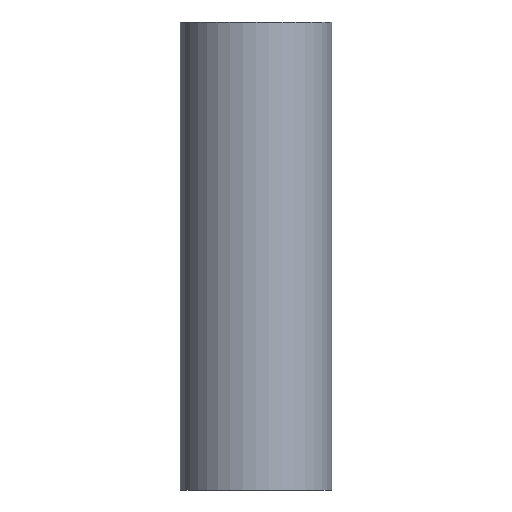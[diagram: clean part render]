
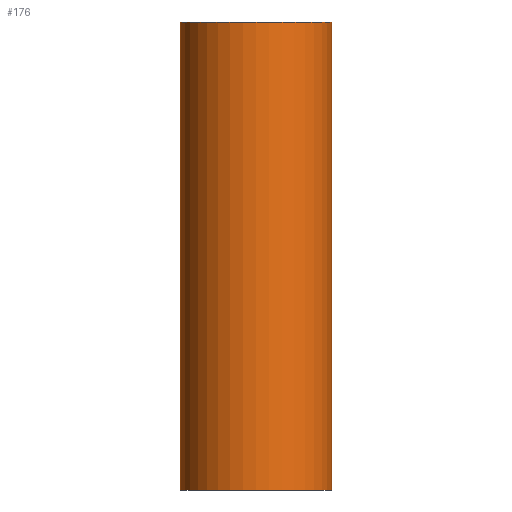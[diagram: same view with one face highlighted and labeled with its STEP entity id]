
A CAD part, front view. The second image highlights one B-rep face of the part: STEP entity #176.
In plain terms, the highlighted cylindrical face has radius 1.75 mm (diameter 3.5 mm), a partial arc.
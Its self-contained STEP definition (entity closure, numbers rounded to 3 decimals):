
#2 = CARTESIAN_POINT ( 'NONE',  ( -1.75, 0., -10.8 ) ) ;
#4 = CARTESIAN_POINT ( 'NONE',  ( 1.75, 0., -10.8 ) ) ;
#11 = EDGE_CURVE ( 'NONE', #220, #233, #207, .T. ) ;
#15 = DIRECTION ( 'NONE',  ( 0., 0., 1. ) ) ;
#16 = AXIS2_PLACEMENT_3D ( 'NONE', #50, #49, #56 ) ;
#22 = CARTESIAN_POINT ( 'NONE',  ( -1.75, 0., 0. ) ) ;
#25 = CARTESIAN_POINT ( 'NONE',  ( 1.75, 0., -10.8 ) ) ;
#29 = CARTESIAN_POINT ( 'NONE',  ( 0., 0., -10.8 ) ) ;
#49 = DIRECTION ( 'NONE',  ( 0., 0., 1. ) ) ;
#50 = CARTESIAN_POINT ( 'NONE',  ( 0., 0., -10.8 ) ) ;
#56 = DIRECTION ( 'NONE',  ( 1., 0., 0. ) ) ;
#62 = EDGE_CURVE ( 'NONE', #224, #214, #198, .T. ) ;
#70 = AXIS2_PLACEMENT_3D ( 'NONE', #72, #76, #75 ) ;
#72 = CARTESIAN_POINT ( 'NONE',  ( 0., 0., 0. ) ) ;
#75 = DIRECTION ( 'NONE',  ( 1., 0., 0. ) ) ;
#76 = DIRECTION ( 'NONE',  ( 0., 0., 1. ) ) ;
#88 = ORIENTED_EDGE ( 'NONE', *, *, #153, .F. ) ;
#89 = DIRECTION ( 'NONE',  ( 0., 0., 1. ) ) ;
#102 = CARTESIAN_POINT ( 'NONE',  ( -1.75, 0., -10.8 ) ) ;
#116 = ORIENTED_EDGE ( 'NONE', *, *, #11, .T. ) ;
#122 = DIRECTION ( 'NONE',  ( 1., 0., 0. ) ) ;
#144 = DIRECTION ( 'NONE',  ( 0., 0., 1. ) ) ;
#146 = ORIENTED_EDGE ( 'NONE', *, *, #194, .T. ) ;
#153 = EDGE_CURVE ( 'NONE', #220, #224, #187, .T. ) ;
#171 = CYLINDRICAL_SURFACE ( 'NONE', #183, 1.75 ) ;
#172 = VECTOR ( 'NONE', #144, 1000. ) ;
#173 = LINE ( 'NONE', #4, #172 ) ;
#176 = ADVANCED_FACE ( 'NONE', ( #180 ), #171, .T. ) ;
#177 = CARTESIAN_POINT ( 'NONE',  ( 1.75, 0., 0. ) ) ;
#180 = FACE_OUTER_BOUND ( 'NONE', #236, .T. ) ;
#181 = VECTOR ( 'NONE', #89, 1000. ) ;
#183 = AXIS2_PLACEMENT_3D ( 'NONE', #29, #15, #122 ) ;
#187 = LINE ( 'NONE', #102, #181 ) ;
#194 = EDGE_CURVE ( 'NONE', #233, #214, #173, .T. ) ;
#198 = CIRCLE ( 'NONE', #70, 1.75 ) ;
#207 = CIRCLE ( 'NONE', #16, 1.75 ) ;
#214 = VERTEX_POINT ( 'NONE', #177 ) ;
#220 = VERTEX_POINT ( 'NONE', #2 ) ;
#224 = VERTEX_POINT ( 'NONE', #22 ) ;
#233 = VERTEX_POINT ( 'NONE', #25 ) ;
#235 = ORIENTED_EDGE ( 'NONE', *, *, #62, .F. ) ;
#236 = EDGE_LOOP ( 'NONE', ( #88, #116, #146, #235 ) ) ;
